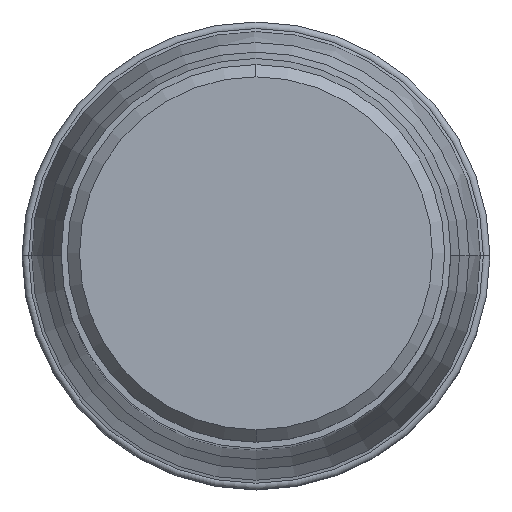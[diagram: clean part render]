
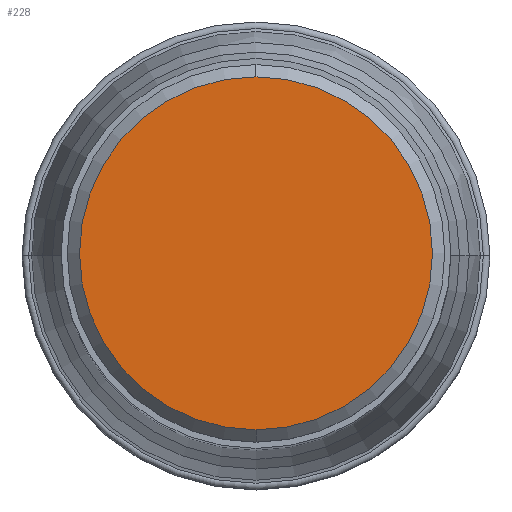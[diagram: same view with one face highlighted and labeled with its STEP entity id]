
A CAD part, top view. The second image highlights one B-rep face of the part: STEP entity #228.
In plain terms, the highlighted planar face has unit normal (0, 0, 1).
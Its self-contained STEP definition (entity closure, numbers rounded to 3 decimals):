
#163=FACE_OUTER_BOUND('',#307,.T.);
#228=ADVANCED_FACE('',(#163),#233,.F.);
#233=PLANE('',#1376);
#307=EDGE_LOOP('',(#606,#607));
#606=ORIENTED_EDGE('',*,*,#845,.F.);
#607=ORIENTED_EDGE('',*,*,#847,.F.);
#696=VERTEX_POINT('',#2218);
#697=VERTEX_POINT('',#2220);
#845=EDGE_CURVE('',#696,#697,#977,.T.);
#847=EDGE_CURVE('',#697,#696,#978,.T.);
#977=CIRCLE('',#1372,14.375);
#978=CIRCLE('',#1374,14.375);
#1372=AXIS2_PLACEMENT_3D('',#2219,#1808,#1809);
#1374=AXIS2_PLACEMENT_3D('',#2223,#1813,#1814);
#1376=AXIS2_PLACEMENT_3D('',#2225,#1817,#1818);
#1808=DIRECTION('',(0.,0.,-1.));
#1809=DIRECTION('',(0.,1.,0.));
#1813=DIRECTION('',(0.,0.,-1.));
#1814=DIRECTION('',(0.,-1.,0.));
#1817=DIRECTION('',(0.,0.,-1.));
#1818=DIRECTION('',(1.,0.,0.));
#2218=CARTESIAN_POINT('',(0.,14.375,0.));
#2219=CARTESIAN_POINT('',(0.,0.,0.));
#2220=CARTESIAN_POINT('',(0.,-14.375,0.));
#2223=CARTESIAN_POINT('',(0.,0.,0.));
#2225=CARTESIAN_POINT('',(0.,0.,0.));
